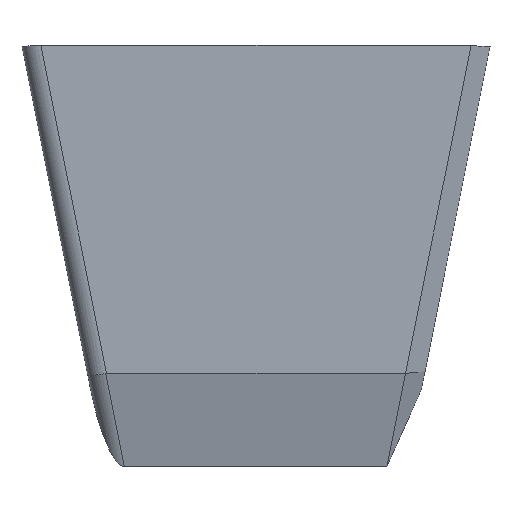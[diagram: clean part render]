
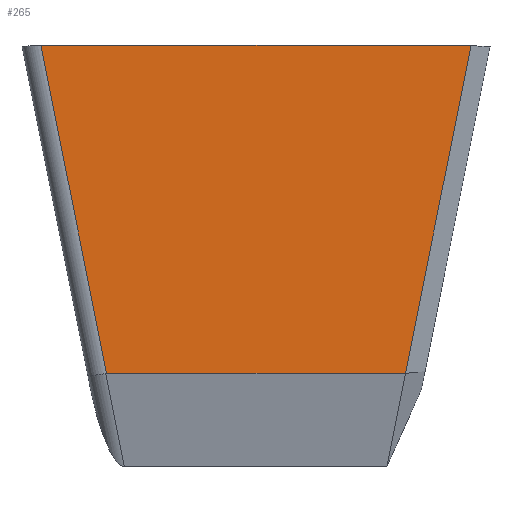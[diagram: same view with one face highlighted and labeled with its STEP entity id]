
A CAD part, left-side view. The second image highlights one B-rep face of the part: STEP entity #265.
In plain terms, the highlighted planar face has unit normal (-1, 0, 0).
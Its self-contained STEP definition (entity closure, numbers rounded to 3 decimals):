
#29=FACE_OUTER_BOUND('',#44,.T.);
#44=EDGE_LOOP('',(#208,#209,#210,#211));
#72=LINE('',#405,#98);
#79=LINE('',#421,#105);
#81=LINE('',#427,#107);
#82=LINE('',#428,#108);
#98=VECTOR('',#324,10.);
#105=VECTOR('',#339,10.);
#107=VECTOR('',#345,10.);
#108=VECTOR('',#346,10.);
#123=VERTEX_POINT('',#402);
#124=VERTEX_POINT('',#404);
#129=VERTEX_POINT('',#420);
#131=VERTEX_POINT('',#426);
#150=EDGE_CURVE('',#123,#124,#72,.T.);
#158=EDGE_CURVE('',#124,#129,#79,.T.);
#161=EDGE_CURVE('',#123,#131,#81,.T.);
#162=EDGE_CURVE('',#129,#131,#82,.T.);
#208=ORIENTED_EDGE('',*,*,#150,.F.);
#209=ORIENTED_EDGE('',*,*,#161,.T.);
#210=ORIENTED_EDGE('',*,*,#162,.F.);
#211=ORIENTED_EDGE('',*,*,#158,.F.);
#255=PLANE('',#286);
#265=ADVANCED_FACE('',(#29),#255,.T.);
#286=AXIS2_PLACEMENT_3D('',#425,#343,#344);
#324=DIRECTION('',(0.,0.196,-0.981));
#339=DIRECTION('',(0.,1.,0.));
#343=DIRECTION('center_axis',(-1.,0.,0.));
#344=DIRECTION('ref_axis',(0.,0.,1.));
#345=DIRECTION('',(0.,1.,0.));
#346=DIRECTION('',(0.,0.196,0.981));
#402=CARTESIAN_POINT('',(-2.5,2.04,-25.277));
#404=CARTESIAN_POINT('',(-2.5,9.049,-60.277));
#405=CARTESIAN_POINT('',(-2.5,9.831,-64.179));
#420=CARTESIAN_POINT('',(-2.5,40.951,-60.277));
#421=CARTESIAN_POINT('',(-2.5,0.,-60.277));
#425=CARTESIAN_POINT('Origin',(-2.5,0.,-60.277));
#426=CARTESIAN_POINT('',(-2.5,47.96,-25.277));
#427=CARTESIAN_POINT('',(-2.5,0.,-25.277));
#428=CARTESIAN_POINT('',(-2.5,43.705,-46.523));
